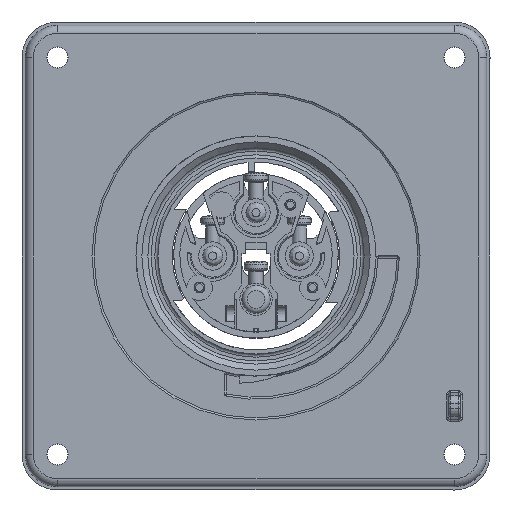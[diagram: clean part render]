
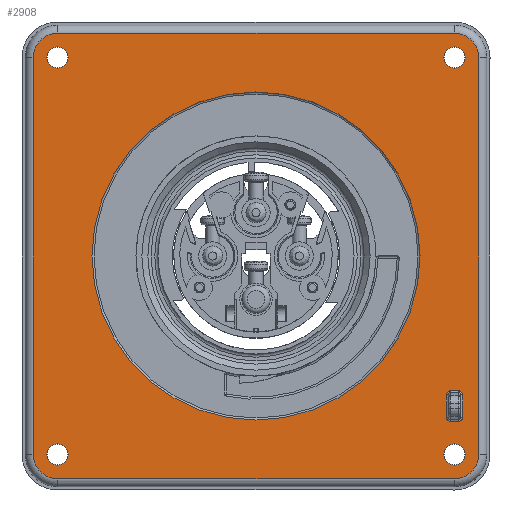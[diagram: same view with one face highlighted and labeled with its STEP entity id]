
A CAD part, front view. The second image highlights one B-rep face of the part: STEP entity #2908.
In plain terms, the highlighted planar face has unit normal (0, -1, 0).
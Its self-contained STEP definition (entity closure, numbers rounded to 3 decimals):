
#326=ELLIPSE('',#25410,1.015,1.);
#327=ELLIPSE('',#25411,1.015,1.);
#328=ELLIPSE('',#25412,1.015,1.);
#329=ELLIPSE('',#25413,1.015,1.);
#1483=FACE_BOUND('',#6271,.T.);
#1484=FACE_BOUND('',#6272,.T.);
#1485=FACE_BOUND('',#6273,.T.);
#1486=FACE_BOUND('',#6274,.T.);
#1487=FACE_BOUND('',#6275,.T.);
#1488=FACE_BOUND('',#6276,.T.);
#1489=FACE_BOUND('',#6277,.T.);
#2040=PLANE('',#25415);
#2908=ADVANCED_FACE('',(#1483,#1484,#1485,#1486,#1487,#1488,#1489),#2040,
 .T.);
#6271=EDGE_LOOP('',(#11368));
#6272=EDGE_LOOP('',(#11369));
#6273=EDGE_LOOP('',(#11370));
#6274=EDGE_LOOP('',(#11371));
#6275=EDGE_LOOP('',(#11372,#11373,#11374,#11375,#11376,#11377,#11378,#11379));
#6276=EDGE_LOOP('',(#11380,#11381,#11382,#11383,#11384,#11385,#11386,#11387));
#6277=EDGE_LOOP('',(#11388));
#7529=CIRCLE('',#24889,6.);
#7533=CIRCLE('',#24895,6.);
#7537=CIRCLE('',#24901,6.);
#7540=CIRCLE('',#24906,6.);
#7730=CIRCLE('',#25406,2.642);
#7731=CIRCLE('',#25407,2.642);
#7732=CIRCLE('',#25408,2.642);
#7733=CIRCLE('',#25409,2.642);
#7734=CIRCLE('',#25414,40.65);
#11368=ORIENTED_EDGE('',*,*,#19180,.F.);
#11369=ORIENTED_EDGE('',*,*,#19181,.F.);
#11370=ORIENTED_EDGE('',*,*,#19182,.F.);
#11371=ORIENTED_EDGE('',*,*,#19183,.F.);
#11372=ORIENTED_EDGE('',*,*,#18544,.T.);
#11373=ORIENTED_EDGE('',*,*,#18564,.F.);
#11374=ORIENTED_EDGE('',*,*,#18562,.T.);
#11375=ORIENTED_EDGE('',*,*,#18559,.T.);
#11376=ORIENTED_EDGE('',*,*,#18556,.T.);
#11377=ORIENTED_EDGE('',*,*,#18553,.T.);
#11378=ORIENTED_EDGE('',*,*,#18550,.T.);
#11379=ORIENTED_EDGE('',*,*,#18547,.T.);
#11380=ORIENTED_EDGE('',*,*,#19184,.T.);
#11381=ORIENTED_EDGE('',*,*,#19185,.T.);
#11382=ORIENTED_EDGE('',*,*,#19186,.F.);
#11383=ORIENTED_EDGE('',*,*,#19187,.F.);
#11384=ORIENTED_EDGE('',*,*,#19188,.F.);
#11385=ORIENTED_EDGE('',*,*,#19189,.F.);
#11386=ORIENTED_EDGE('',*,*,#19190,.T.);
#11387=ORIENTED_EDGE('',*,*,#19191,.F.);
#11388=ORIENTED_EDGE('',*,*,#19192,.T.);
#16105=VERTEX_POINT('',#39268);
#16106=VERTEX_POINT('',#39270);
#16108=VERTEX_POINT('',#39276);
#16110=VERTEX_POINT('',#39282);
#16112=VERTEX_POINT('',#39288);
#16114=VERTEX_POINT('',#39294);
#16116=VERTEX_POINT('',#39300);
#16118=VERTEX_POINT('',#39306);
#16447=VERTEX_POINT('',#41189);
#16448=VERTEX_POINT('',#41191);
#16449=VERTEX_POINT('',#41193);
#16450=VERTEX_POINT('',#41195);
#16451=VERTEX_POINT('',#41197);
#16452=VERTEX_POINT('',#41198);
#16453=VERTEX_POINT('',#41200);
#16454=VERTEX_POINT('',#41202);
#16455=VERTEX_POINT('',#41204);
#16456=VERTEX_POINT('',#41206);
#16457=VERTEX_POINT('',#41208);
#16458=VERTEX_POINT('',#41210);
#16459=VERTEX_POINT('',#41213);
#18544=EDGE_CURVE('',#16106,#16105,#21662,.T.);
#18547=EDGE_CURVE('',#16108,#16106,#7529,.T.);
#18550=EDGE_CURVE('',#16110,#16108,#21664,.T.);
#18553=EDGE_CURVE('',#16112,#16110,#7533,.T.);
#18556=EDGE_CURVE('',#16114,#16112,#21666,.T.);
#18559=EDGE_CURVE('',#16116,#16114,#7537,.T.);
#18562=EDGE_CURVE('',#16118,#16116,#21668,.T.);
#18564=EDGE_CURVE('',#16118,#16105,#7540,.T.);
#19180=EDGE_CURVE('',#16447,#16447,#7730,.T.);
#19181=EDGE_CURVE('',#16448,#16448,#7731,.T.);
#19182=EDGE_CURVE('',#16449,#16449,#7732,.T.);
#19183=EDGE_CURVE('',#16450,#16450,#7733,.T.);
#19184=EDGE_CURVE('',#16451,#16452,#326,.T.);
#19185=EDGE_CURVE('',#16452,#16453,#22009,.T.);
#19186=EDGE_CURVE('',#16454,#16453,#327,.T.);
#19187=EDGE_CURVE('',#16455,#16454,#22010,.T.);
#19188=EDGE_CURVE('',#16456,#16455,#328,.T.);
#19189=EDGE_CURVE('',#16457,#16456,#22011,.T.);
#19190=EDGE_CURVE('',#16457,#16458,#329,.T.);
#19191=EDGE_CURVE('',#16451,#16458,#22012,.T.);
#19192=EDGE_CURVE('',#16459,#16459,#7734,.T.);
#21662=LINE('',#39269,#23282);
#21664=LINE('',#39281,#23284);
#21666=LINE('',#39293,#23286);
#21668=LINE('',#39305,#23288);
#22009=LINE('',#41199,#23629);
#22010=LINE('',#41203,#23630);
#22011=LINE('',#41207,#23631);
#22012=LINE('',#41211,#23632);
#23282=VECTOR('',#28577,1.);
#23284=VECTOR('',#28591,1.);
#23286=VECTOR('',#28605,1.);
#23288=VECTOR('',#28619,1.);
#23629=VECTOR('',#29974,1.);
#23630=VECTOR('',#29977,1.);
#23631=VECTOR('',#29980,1.);
#23632=VECTOR('',#29983,1.);
#24889=AXIS2_PLACEMENT_3D('',#39275,#28584,#28585);
#24895=AXIS2_PLACEMENT_3D('',#39287,#28598,#28599);
#24901=AXIS2_PLACEMENT_3D('',#39299,#28612,#28613);
#24906=AXIS2_PLACEMENT_3D('',#39309,#28624,#28625);
#25406=AXIS2_PLACEMENT_3D('',#41188,#29964,#29965);
#25407=AXIS2_PLACEMENT_3D('',#41190,#29966,#29967);
#25408=AXIS2_PLACEMENT_3D('',#41192,#29968,#29969);
#25409=AXIS2_PLACEMENT_3D('',#41194,#29970,#29971);
#25410=AXIS2_PLACEMENT_3D('',#41196,#29972,#29973);
#25411=AXIS2_PLACEMENT_3D('',#41201,#29975,#29976);
#25412=AXIS2_PLACEMENT_3D('',#41205,#29978,#29979);
#25413=AXIS2_PLACEMENT_3D('',#41209,#29981,#29982);
#25414=AXIS2_PLACEMENT_3D('',#41212,#29984,#29985);
#25415=AXIS2_PLACEMENT_3D('',#41214,#29986,#29987);
#28577=DIRECTION('',(-1.,0.,0.));
#28584=DIRECTION('',(0.,-1.,0.));
#28585=DIRECTION('',(0.,0.,1.));
#28591=DIRECTION('',(0.,0.,1.));
#28598=DIRECTION('',(0.,-1.,0.));
#28599=DIRECTION('',(0.,0.,1.));
#28605=DIRECTION('',(1.,0.,0.));
#28612=DIRECTION('',(0.,-1.,0.));
#28613=DIRECTION('',(0.,0.,1.));
#28619=DIRECTION('',(0.,0.,-1.));
#28624=DIRECTION('',(0.,1.,0.));
#28625=DIRECTION('',(0.,0.,1.));
#29964=DIRECTION('',(0.,-1.,0.));
#29965=DIRECTION('',(0.,0.,1.));
#29966=DIRECTION('',(0.,-1.,0.));
#29967=DIRECTION('',(0.,0.,1.));
#29968=DIRECTION('',(0.,-1.,0.));
#29969=DIRECTION('',(0.,0.,1.));
#29970=DIRECTION('',(0.,-1.,0.));
#29971=DIRECTION('',(0.,0.,1.));
#29972=DIRECTION('',(0.,1.,0.));
#29973=DIRECTION('',(-0.049,0.,0.999));
#29974=DIRECTION('',(-1.,0.,0.));
#29975=DIRECTION('',(0.,-1.,0.));
#29976=DIRECTION('',(-0.049,0.,-0.999));
#29977=DIRECTION('',(0.,0.,-1.));
#29978=DIRECTION('',(0.,-1.,0.));
#29979=DIRECTION('',(0.049,0.,-0.999));
#29980=DIRECTION('',(-1.,0.,0.));
#29981=DIRECTION('',(0.,1.,0.));
#29982=DIRECTION('',(-0.049,0.,-0.999));
#29983=DIRECTION('',(0.,0.,1.));
#29984=DIRECTION('',(0.,1.,0.));
#29985=DIRECTION('',(0.,0.,1.));
#29986=DIRECTION('',(0.,-1.,0.));
#29987=DIRECTION('',(0.,0.,1.));
#39268=CARTESIAN_POINT('',(-49.2,33.6,59.65));
#39269=CARTESIAN_POINT('',(55.2,33.6,59.65));
#39270=CARTESIAN_POINT('',(49.2,33.6,59.65));
#39275=CARTESIAN_POINT('',(49.2,33.6,53.65));
#39276=CARTESIAN_POINT('',(55.2,33.6,53.65));
#39281=CARTESIAN_POINT('',(55.2,33.6,-50.75));
#39282=CARTESIAN_POINT('',(55.2,33.6,-44.75));
#39287=CARTESIAN_POINT('',(49.2,33.6,-44.75));
#39288=CARTESIAN_POINT('',(49.2,33.6,-50.75));
#39293=CARTESIAN_POINT('',(55.2,33.6,-50.75));
#39294=CARTESIAN_POINT('',(-49.2,33.6,-50.75));
#39299=CARTESIAN_POINT('',(-49.2,33.6,-44.75));
#39300=CARTESIAN_POINT('',(-55.2,33.6,-44.75));
#39305=CARTESIAN_POINT('',(-55.2,33.6,-50.75));
#39306=CARTESIAN_POINT('',(-55.2,33.6,53.65));
#39309=CARTESIAN_POINT('',(-49.2,33.6,53.65));
#41188=CARTESIAN_POINT('',(49.2,33.6,53.65));
#41189=CARTESIAN_POINT('',(49.2,33.6,56.292));
#41190=CARTESIAN_POINT('',(49.2,33.6,-44.75));
#41191=CARTESIAN_POINT('',(49.2,33.6,-42.108));
#41192=CARTESIAN_POINT('',(-49.2,33.6,53.65));
#41193=CARTESIAN_POINT('',(-49.2,33.6,56.292));
#41194=CARTESIAN_POINT('',(-49.2,33.6,-44.75));
#41195=CARTESIAN_POINT('',(-49.2,33.6,-42.108));
#41196=CARTESIAN_POINT('',(50.19,33.6,-35.516));
#41197=CARTESIAN_POINT('',(51.19,33.6,-35.517));
#41198=CARTESIAN_POINT('',(50.191,33.6,-36.531));
#41199=CARTESIAN_POINT('',(50.191,33.6,-36.531));
#41200=CARTESIAN_POINT('',(48.209,33.6,-36.531));
#41201=CARTESIAN_POINT('',(48.21,33.6,-35.516));
#41202=CARTESIAN_POINT('',(47.21,33.6,-35.517));
#41203=CARTESIAN_POINT('',(47.21,33.6,-29.983));
#41204=CARTESIAN_POINT('',(47.21,33.6,-29.983));
#41205=CARTESIAN_POINT('',(48.21,33.6,-29.984));
#41206=CARTESIAN_POINT('',(48.209,33.6,-28.969));
#41207=CARTESIAN_POINT('',(50.191,33.6,-28.969));
#41208=CARTESIAN_POINT('',(50.191,33.6,-28.969));
#41209=CARTESIAN_POINT('',(50.19,33.6,-29.984));
#41210=CARTESIAN_POINT('',(51.19,33.6,-29.983));
#41211=CARTESIAN_POINT('',(51.19,33.6,-35.517));
#41212=CARTESIAN_POINT('',(0.,33.6,4.45));
#41213=CARTESIAN_POINT('',(0.,33.6,45.1));
#41214=CARTESIAN_POINT('',(55.2,33.6,-50.75));
